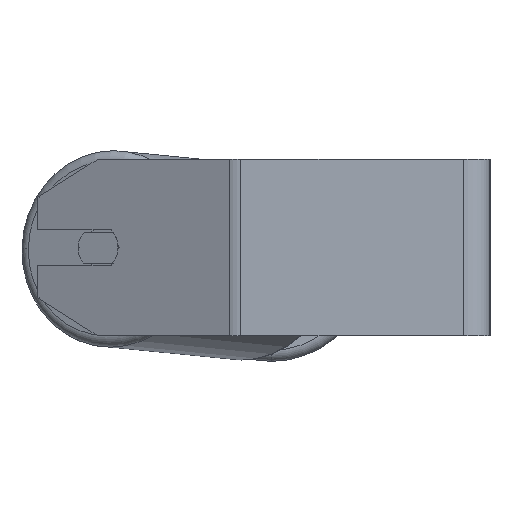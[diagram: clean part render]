
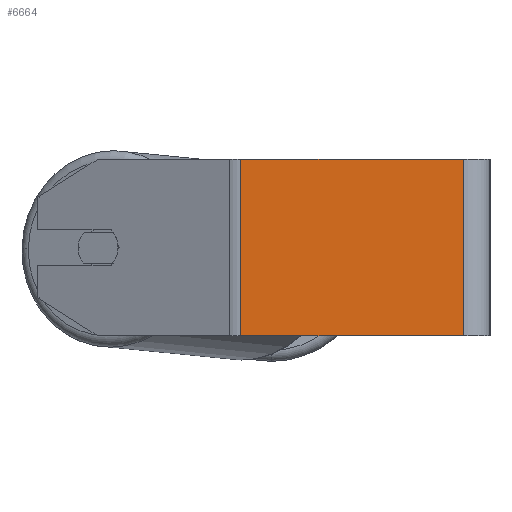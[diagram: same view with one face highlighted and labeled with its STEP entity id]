
A CAD part, left-side view. The second image highlights one B-rep face of the part: STEP entity #6664.
In plain terms, the highlighted planar face has unit normal (-1, 0, 0).
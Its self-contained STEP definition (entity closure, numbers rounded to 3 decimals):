
#439 = VECTOR ( 'NONE', #8439, 1000. ) ;
#477 = ORIENTED_EDGE ( 'NONE', *, *, #7589, .F. ) ;
#494 = PLANE ( 'NONE',  #2967 ) ;
#588 = DIRECTION ( 'NONE',  ( 1., 0., 0. ) ) ;
#623 = DIRECTION ( 'NONE',  ( 0., 0., -1. ) ) ;
#628 = ORIENTED_EDGE ( 'NONE', *, *, #6792, .T. ) ;
#868 = ORIENTED_EDGE ( 'NONE', *, *, #7412, .T. ) ;
#934 = DIRECTION ( 'NONE',  ( 0., 0., -1. ) ) ;
#1009 = VERTEX_POINT ( 'NONE', #3323 ) ;
#1094 = CARTESIAN_POINT ( 'NONE',  ( -285., 12., 40. ) ) ;
#1272 = VERTEX_POINT ( 'NONE', #1094 ) ;
#1282 = VECTOR ( 'NONE', #934, 1000. ) ;
#1452 = CARTESIAN_POINT ( 'NONE',  ( -285., 112.757, 40. ) ) ;
#1997 = FACE_OUTER_BOUND ( 'NONE', #8695, .T. ) ;
#2682 = VERTEX_POINT ( 'NONE', #2994 ) ;
#2965 = VERTEX_POINT ( 'NONE', #6101 ) ;
#2967 = AXIS2_PLACEMENT_3D ( 'NONE', #6697, #588, #623 ) ;
#2994 = CARTESIAN_POINT ( 'NONE',  ( -285., 112.757, 40. ) ) ;
#3323 = CARTESIAN_POINT ( 'NONE',  ( -285., 112.757, -40. ) ) ;
#4167 = LINE ( 'NONE', #1452, #5245 ) ;
#4210 = ORIENTED_EDGE ( 'NONE', *, *, #6562, .F. ) ;
#4493 = LINE ( 'NONE', #6393, #5517 ) ;
#5245 = VECTOR ( 'NONE', #5412, 1000. ) ;
#5412 = DIRECTION ( 'NONE',  ( 0., 0., -1. ) ) ;
#5510 = CARTESIAN_POINT ( 'NONE',  ( -285., 12., 40. ) ) ;
#5517 = VECTOR ( 'NONE', #8505, 1000. ) ;
#5750 = CARTESIAN_POINT ( 'NONE',  ( -285., 115.417, -40. ) ) ;
#5801 = LINE ( 'NONE', #5750, #439 ) ;
#6101 = CARTESIAN_POINT ( 'NONE',  ( -285., 12., -40. ) ) ;
#6393 = CARTESIAN_POINT ( 'NONE',  ( -285., 115.417, 40. ) ) ;
#6562 = EDGE_CURVE ( 'NONE', #2682, #1272, #4493, .T. ) ;
#6664 = ADVANCED_FACE ( 'NONE', ( #1997 ), #494, .F. ) ;
#6697 = CARTESIAN_POINT ( 'NONE',  ( -285., 115.417, 40. ) ) ;
#6792 = EDGE_CURVE ( 'NONE', #2682, #1009, #4167, .T. ) ;
#6882 = LINE ( 'NONE', #5510, #1282 ) ;
#7412 = EDGE_CURVE ( 'NONE', #1009, #2965, #5801, .T. ) ;
#7589 = EDGE_CURVE ( 'NONE', #1272, #2965, #6882, .T. ) ;
#8439 = DIRECTION ( 'NONE',  ( 0., -1., 0. ) ) ;
#8505 = DIRECTION ( 'NONE',  ( 0., -1., 0. ) ) ;
#8695 = EDGE_LOOP ( 'NONE', ( #868, #477, #4210, #628 ) ) ;
